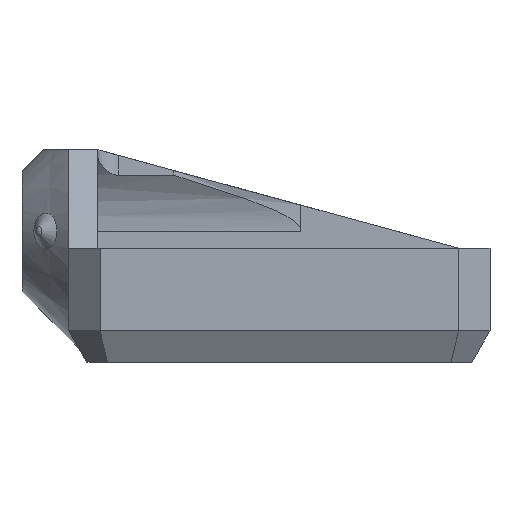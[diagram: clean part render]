
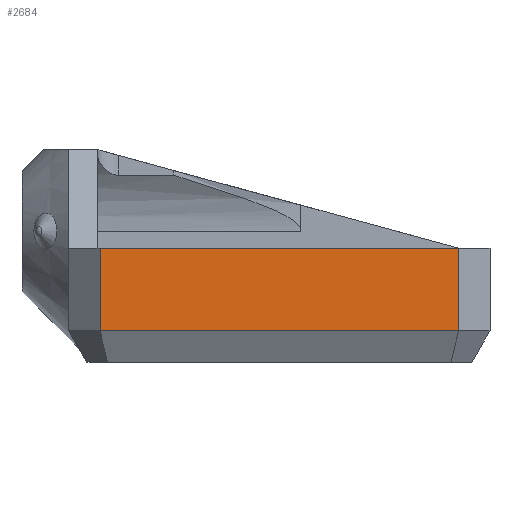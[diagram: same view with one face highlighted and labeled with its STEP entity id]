
A CAD part, front view. The second image highlights one B-rep face of the part: STEP entity #2684.
In plain terms, the highlighted planar face has unit normal (0, -1, 0).
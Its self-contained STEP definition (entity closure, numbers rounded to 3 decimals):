
#194=PLANE('',#2874);
#331=FACE_OUTER_BOUND('',#489,.T.);
#489=EDGE_LOOP('',(#2415,#2416,#2417,#2418));
#583=LINE('',#3823,#888);
#742=LINE('',#4368,#1047);
#828=LINE('',#4578,#1133);
#829=LINE('',#4580,#1134);
#888=VECTOR('',#2988,10.);
#1047=VECTOR('',#3305,10.);
#1133=VECTOR('',#3479,10.);
#1134=VECTOR('',#3482,10.);
#1204=VERTEX_POINT('',#3820);
#1205=VERTEX_POINT('',#3822);
#1340=VERTEX_POINT('',#4366);
#1341=VERTEX_POINT('',#4367);
#1468=EDGE_CURVE('',#1204,#1205,#583,.T.);
#1664=EDGE_CURVE('',#1340,#1341,#742,.T.);
#1762=EDGE_CURVE('',#1340,#1205,#828,.T.);
#1763=EDGE_CURVE('',#1204,#1341,#829,.T.);
#2415=ORIENTED_EDGE('',*,*,#1664,.F.);
#2416=ORIENTED_EDGE('',*,*,#1762,.T.);
#2417=ORIENTED_EDGE('',*,*,#1468,.F.);
#2418=ORIENTED_EDGE('',*,*,#1763,.T.);
#2684=ADVANCED_FACE('',(#331),#194,.T.);
#2874=AXIS2_PLACEMENT_3D('',#4579,#3480,#3481);
#2988=DIRECTION('',(1.,0.,0.));
#3305=DIRECTION('',(-1.,0.,0.));
#3479=DIRECTION('',(0.,0.,1.));
#3480=DIRECTION('center_axis',(0.,-1.,0.));
#3481=DIRECTION('ref_axis',(1.,0.,0.));
#3482=DIRECTION('',(0.,0.,-1.));
#3820=CARTESIAN_POINT('',(-25.257,-47.83,16.1));
#3822=CARTESIAN_POINT('',(25.257,-47.83,16.1));
#3823=CARTESIAN_POINT('',(-29.68,-47.83,16.1));
#4366=CARTESIAN_POINT('',(25.257,-47.83,4.465));
#4367=CARTESIAN_POINT('',(-25.257,-47.83,4.465));
#4368=CARTESIAN_POINT('',(-14.84,-47.83,4.465));
#4578=CARTESIAN_POINT('',(25.257,-47.83,8.05));
#4579=CARTESIAN_POINT('Origin',(-29.68,-47.83,0.));
#4580=CARTESIAN_POINT('',(-25.257,-47.83,8.05));
